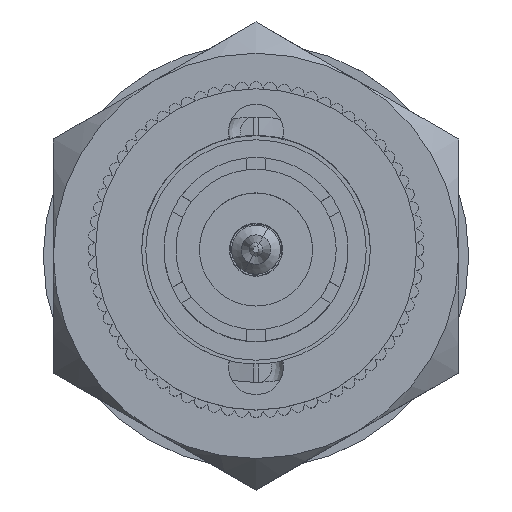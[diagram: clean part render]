
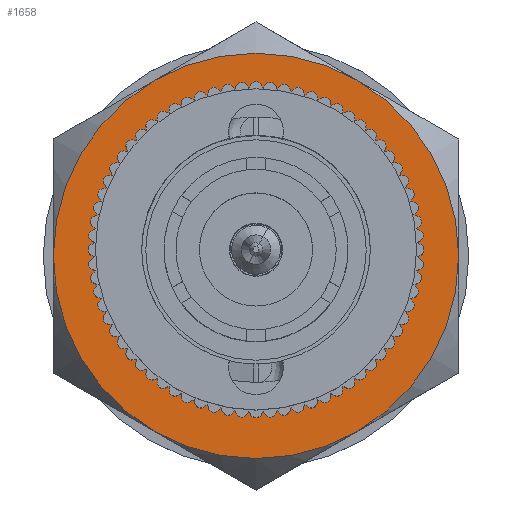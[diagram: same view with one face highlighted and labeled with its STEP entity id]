
A CAD part, top view. The second image highlights one B-rep face of the part: STEP entity #1658.
In plain terms, the highlighted face is planar.
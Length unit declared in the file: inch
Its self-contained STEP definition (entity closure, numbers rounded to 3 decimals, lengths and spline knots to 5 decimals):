
#956 = AXIS2_PLACEMENT_3D ( 'NONE', #19293, #29658, #6385 ) ;
#1643 = CARTESIAN_POINT ( 'NONE',  ( 0.835, 0.34375, 0. ) ) ;
#1658 = ADVANCED_FACE ( 'NONE', ( #13678, #29472 ), #31524, .F. ) ;
#2482 = ORIENTED_EDGE ( 'NONE', *, *, #26385, .F. ) ;
#2537 = VERTEX_POINT ( 'NONE', #9899 ) ;
#2963 = CIRCLE ( 'NONE', #6219, 0.34375 ) ;
#2977 = DIRECTION ( 'NONE',  ( -1., 0., 0. ) ) ;
#3064 = CIRCLE ( 'NONE', #22061, 0.07283 ) ;
#3280 = ORIENTED_EDGE ( 'NONE', *, *, #26518, .F. ) ;
#3615 = DIRECTION ( 'NONE',  ( 0., -1., 0. ) ) ;
#4057 = VERTEX_POINT ( 'NONE', #25847 ) ;
#5127 = CARTESIAN_POINT ( 'NONE',  ( 0.835, 0.07283, 0. ) ) ;
#6043 = CARTESIAN_POINT ( 'NONE',  ( 0.835, 0., 0. ) ) ;
#6166 = DIRECTION ( 'NONE',  ( -1., 0., 0. ) ) ;
#6219 = AXIS2_PLACEMENT_3D ( 'NONE', #28267, #18390, #15846 ) ;
#6249 = CARTESIAN_POINT ( 'NONE',  ( 0.835, -0.17188, 0.2977 ) ) ;
#6385 = DIRECTION ( 'NONE',  ( 0., -1., 0. ) ) ;
#6532 = DIRECTION ( 'NONE',  ( -1., 0., 0. ) ) ;
#6609 = AXIS2_PLACEMENT_3D ( 'NONE', #31696, #8408, #32035 ) ;
#6927 = ORIENTED_EDGE ( 'NONE', *, *, #25647, .T. ) ;
#8124 = ORIENTED_EDGE ( 'NONE', *, *, #14168, .F. ) ;
#8408 = DIRECTION ( 'NONE',  ( -1., 0., 0. ) ) ;
#8954 = DIRECTION ( 'NONE',  ( 0., -1., 0. ) ) ;
#9899 = CARTESIAN_POINT ( 'NONE',  ( 0.835, 0.17187, 0.2977 ) ) ;
#10818 = VERTEX_POINT ( 'NONE', #5127 ) ;
#11251 = CIRCLE ( 'NONE', #956, 0.07283 ) ;
#11255 = CARTESIAN_POINT ( 'NONE',  ( 0.835, 0., 0. ) ) ;
#11497 = CARTESIAN_POINT ( 'NONE',  ( 0.835, 0., 0. ) ) ;
#11574 = DIRECTION ( 'NONE',  ( 0., -1., 0. ) ) ;
#12683 = VERTEX_POINT ( 'NONE', #14007 ) ;
#13523 = CARTESIAN_POINT ( 'NONE',  ( 0.835, -0.07283, 0. ) ) ;
#13678 = FACE_BOUND ( 'NONE', #28463, .T. ) ;
#13784 = CIRCLE ( 'NONE', #23562, 0.34375 ) ;
#13985 = DIRECTION ( 'NONE',  ( -1., 0., 0. ) ) ;
#14007 = CARTESIAN_POINT ( 'NONE',  ( 0.835, -0.34375, 0. ) ) ;
#14168 = EDGE_CURVE ( 'NONE', #30600, #10818, #3064, .T. ) ;
#14659 = EDGE_CURVE ( 'NONE', #4057, #24257, #17197, .T. ) ;
#14850 = EDGE_LOOP ( 'NONE', ( #16168, #3280, #24435, #2482, #6927, #26545 ) ) ;
#15247 = EDGE_CURVE ( 'NONE', #10818, #30600, #11251, .T. ) ;
#15846 = DIRECTION ( 'NONE',  ( 0., 1., 0. ) ) ;
#16168 = ORIENTED_EDGE ( 'NONE', *, *, #25073, .F. ) ;
#16574 = AXIS2_PLACEMENT_3D ( 'NONE', #24362, #13985, #3615 ) ;
#17197 = CIRCLE ( 'NONE', #17748, 0.34375 ) ;
#17748 = AXIS2_PLACEMENT_3D ( 'NONE', #32846, #18021, #20252 ) ;
#18021 = DIRECTION ( 'NONE',  ( -1., 0., 0. ) ) ;
#18390 = DIRECTION ( 'NONE',  ( 1., 0., 0. ) ) ;
#19293 = CARTESIAN_POINT ( 'NONE',  ( 0.835, 0., 0. ) ) ;
#20252 = DIRECTION ( 'NONE',  ( 0., -1., 0. ) ) ;
#20733 = VERTEX_POINT ( 'NONE', #1643 ) ;
#20912 = CIRCLE ( 'NONE', #16574, 0.34375 ) ;
#20992 = CARTESIAN_POINT ( 'NONE',  ( 0.835, 0., 0. ) ) ;
#21882 = DIRECTION ( 'NONE',  ( 1., 0., 0. ) ) ;
#22061 = AXIS2_PLACEMENT_3D ( 'NONE', #11497, #21882, #8954 ) ;
#23562 = AXIS2_PLACEMENT_3D ( 'NONE', #20992, #2977, #33584 ) ;
#24213 = CIRCLE ( 'NONE', #31236, 0.34375 ) ;
#24257 = VERTEX_POINT ( 'NONE', #31819 ) ;
#24362 = CARTESIAN_POINT ( 'NONE',  ( 0.835, 0., 0. ) ) ;
#24435 = ORIENTED_EDGE ( 'NONE', *, *, #14659, .F. ) ;
#25073 = EDGE_CURVE ( 'NONE', #12683, #30294, #13784, .T. ) ;
#25266 = CIRCLE ( 'NONE', #25801, 0.34375 ) ;
#25647 = EDGE_CURVE ( 'NONE', #20733, #2537, #2963, .T. ) ;
#25801 = AXIS2_PLACEMENT_3D ( 'NONE', #11255, #6166, #11574 ) ;
#25847 = CARTESIAN_POINT ( 'NONE',  ( 0.835, 0.17187, -0.2977 ) ) ;
#26385 = EDGE_CURVE ( 'NONE', #20733, #4057, #20912, .T. ) ;
#26518 = EDGE_CURVE ( 'NONE', #24257, #12683, #25266, .T. ) ;
#26545 = ORIENTED_EDGE ( 'NONE', *, *, #30665, .F. ) ;
#28267 = CARTESIAN_POINT ( 'NONE',  ( 0.835, 0., 0. ) ) ;
#28463 = EDGE_LOOP ( 'NONE', ( #8124, #30230 ) ) ;
#29472 = FACE_OUTER_BOUND ( 'NONE', #14850, .T. ) ;
#29658 = DIRECTION ( 'NONE',  ( 1., 0., 0. ) ) ;
#30230 = ORIENTED_EDGE ( 'NONE', *, *, #15247, .F. ) ;
#30294 = VERTEX_POINT ( 'NONE', #6249 ) ;
#30600 = VERTEX_POINT ( 'NONE', #13523 ) ;
#30665 = EDGE_CURVE ( 'NONE', #30294, #2537, #24213, .T. ) ;
#31236 = AXIS2_PLACEMENT_3D ( 'NONE', #6043, #6532, #32371 ) ;
#31524 = PLANE ( 'NONE',  #6609 ) ;
#31696 = CARTESIAN_POINT ( 'NONE',  ( 0.835, 0.4, 0. ) ) ;
#31819 = CARTESIAN_POINT ( 'NONE',  ( 0.835, -0.17188, -0.2977 ) ) ;
#32035 = DIRECTION ( 'NONE',  ( 0., -1., 0. ) ) ;
#32371 = DIRECTION ( 'NONE',  ( 0., -1., 0. ) ) ;
#32846 = CARTESIAN_POINT ( 'NONE',  ( 0.835, 0., 0. ) ) ;
#33584 = DIRECTION ( 'NONE',  ( 0., -1., 0. ) ) ;
